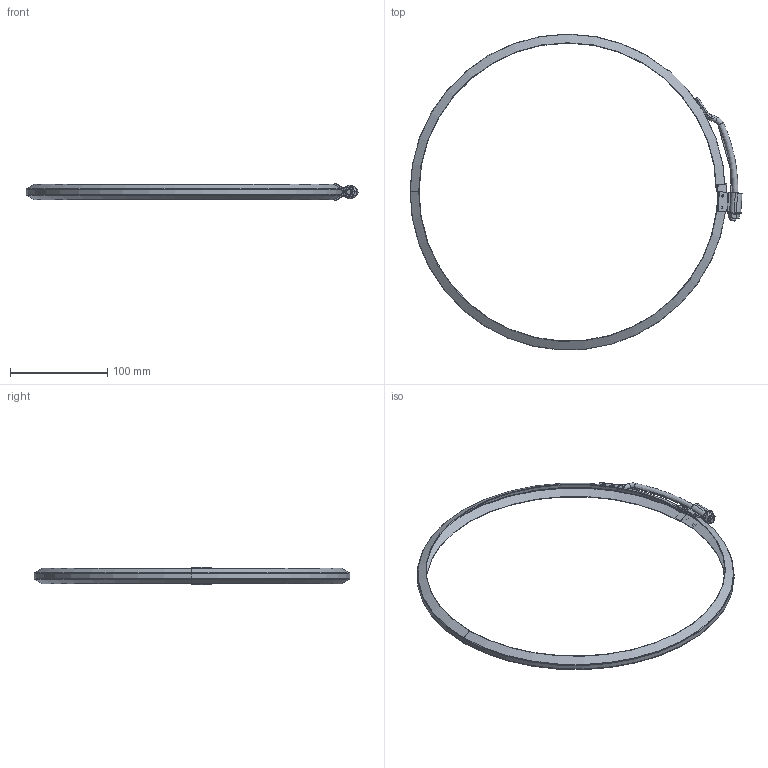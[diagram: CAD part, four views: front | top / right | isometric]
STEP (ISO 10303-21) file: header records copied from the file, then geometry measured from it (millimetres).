
FILE_DESCRIPTION(/* description */ (''),/* implementation_level */ '2;1');
FILE_NAME(/* name */ 'B06A-1004_SR_280.stp',/* time_stamp */ '2018-03-07T10:45:22+01:00',/* author */ (''),/* organization */ (''),/* preprocessor_version */ 'ST-DEVELOPER v11',/* originating_system */ 'SIEMENS UGS NX 6.0',/* authorisation */ '');
FILE_SCHEMA (('CONFIG_CONTROL_DESIGN'));
Length unit declared in the file: millimetre
Products named in the file (1): perlFC8B7h1k
Bounding box: 341.07 x 324.51 x 18.12 mm (x, y, z)
Volume: 25434.5 mm3; surface area: 58954.1 mm2
Topology: 5 solids, 5 shells, 157 faces, 383 edges, 237 vertices
Faces by surface type: plane 44, cone 33, cylinder 32, bspline 24, torus 14, sphere 10
Full cylindrical faces by diameter (mm): 4.918 x2, 6 x1, 14.2 x2
Entity records: 5140 total; most frequent: CARTESIAN_POINT 1756, ORIENTED_EDGE 670, DIRECTION 669, EDGE_CURVE 335, AXIS2_PLACEMENT_3D 281, VERTEX_POINT 214, EDGE_LOOP 189, ADVANCED_FACE 157
